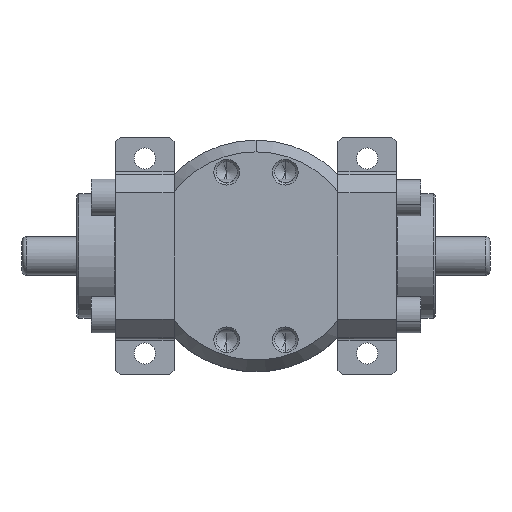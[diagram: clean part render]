
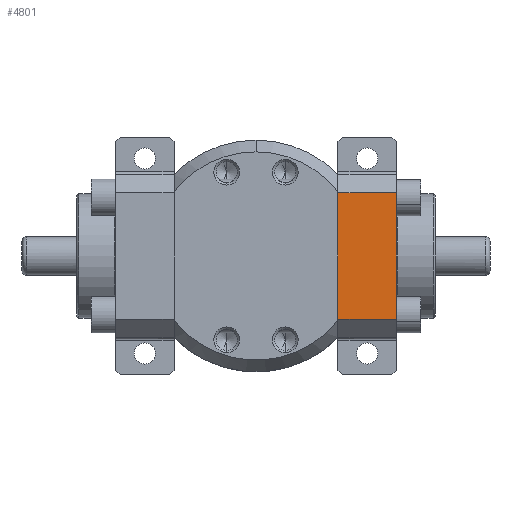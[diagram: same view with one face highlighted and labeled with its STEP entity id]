
A CAD part, front view. The second image highlights one B-rep face of the part: STEP entity #4801.
In plain terms, the highlighted planar face has unit normal (0, -1, 0).
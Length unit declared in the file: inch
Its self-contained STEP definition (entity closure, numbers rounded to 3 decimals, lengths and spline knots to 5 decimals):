
#136 = EDGE_CURVE ( 'NONE', #6202, #164, #2769, .T. ) ;
#164 = VERTEX_POINT ( 'NONE', #7960 ) ;
#249 = EDGE_CURVE ( 'NONE', #911, #1170, #7156, .T. ) ;
#314 = DIRECTION ( 'NONE',  ( 0., 0., -1. ) ) ;
#813 = CARTESIAN_POINT ( 'NONE',  ( 1.8, -0.001, -0.81 ) ) ;
#822 = CARTESIAN_POINT ( 'NONE',  ( 1.05, -0.001, -0.81 ) ) ;
#875 = ORIENTED_EDGE ( 'NONE', *, *, #6662, .T. ) ;
#911 = VERTEX_POINT ( 'NONE', #6300 ) ;
#1062 = FACE_OUTER_BOUND ( 'NONE', #2178, .T. ) ;
#1170 = VERTEX_POINT ( 'NONE', #822 ) ;
#1788 = VECTOR ( 'NONE', #8087, 39.37008 ) ;
#2151 = CARTESIAN_POINT ( 'NONE',  ( 0.465, -0.001, -0.81 ) ) ;
#2178 = EDGE_LOOP ( 'NONE', ( #3926, #875, #4224, #7739 ) ) ;
#2525 = PLANE ( 'NONE',  #2882 ) ;
#2564 = CARTESIAN_POINT ( 'NONE',  ( 1.8, -0.001, 0.81 ) ) ;
#2769 = LINE ( 'NONE', #813, #4371 ) ;
#2882 = AXIS2_PLACEMENT_3D ( 'NONE', #6344, #7686, #5735 ) ;
#3000 = LINE ( 'NONE', #6715, #3810 ) ;
#3217 = EDGE_CURVE ( 'NONE', #911, #6202, #3000, .T. ) ;
#3810 = VECTOR ( 'NONE', #7377, 39.37008 ) ;
#3926 = ORIENTED_EDGE ( 'NONE', *, *, #249, .T. ) ;
#4224 = ORIENTED_EDGE ( 'NONE', *, *, #136, .F. ) ;
#4371 = VECTOR ( 'NONE', #7323, 39.37008 ) ;
#4801 = ADVANCED_FACE ( 'NONE', ( #1062 ), #2525, .T. ) ;
#5454 = LINE ( 'NONE', #2151, #1788 ) ;
#5735 = DIRECTION ( 'NONE',  ( 0., 0., -1. ) ) ;
#6202 = VERTEX_POINT ( 'NONE', #2564 ) ;
#6300 = CARTESIAN_POINT ( 'NONE',  ( 1.05, -0.001, 0.81 ) ) ;
#6344 = CARTESIAN_POINT ( 'NONE',  ( 0.465, -0.001, -0.81 ) ) ;
#6662 = EDGE_CURVE ( 'NONE', #1170, #164, #5454, .T. ) ;
#6715 = CARTESIAN_POINT ( 'NONE',  ( 0.465, -0.001, 0.81 ) ) ;
#6845 = CARTESIAN_POINT ( 'NONE',  ( 1.05, -0.001, 0. ) ) ;
#7156 = LINE ( 'NONE', #6845, #7642 ) ;
#7323 = DIRECTION ( 'NONE',  ( 0., 0., -1. ) ) ;
#7377 = DIRECTION ( 'NONE',  ( 1., 0., 0. ) ) ;
#7642 = VECTOR ( 'NONE', #314, 39.37008 ) ;
#7686 = DIRECTION ( 'NONE',  ( 0., -1., 0. ) ) ;
#7739 = ORIENTED_EDGE ( 'NONE', *, *, #3217, .F. ) ;
#7960 = CARTESIAN_POINT ( 'NONE',  ( 1.8, -0.001, -0.81 ) ) ;
#8087 = DIRECTION ( 'NONE',  ( 1., 0., 0. ) ) ;
